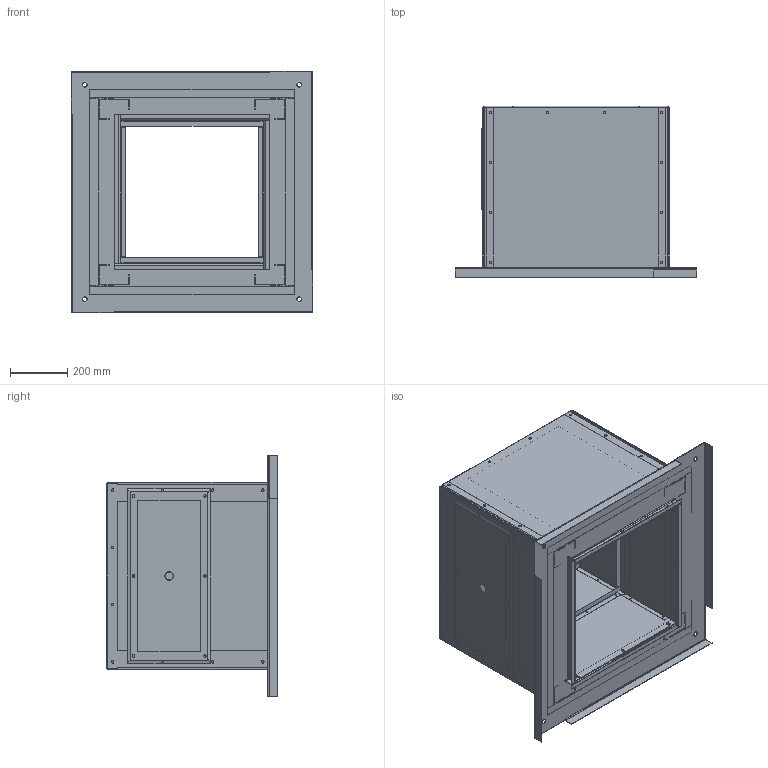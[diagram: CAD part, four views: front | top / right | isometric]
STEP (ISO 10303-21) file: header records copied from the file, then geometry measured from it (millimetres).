
FILE_DESCRIPTION(('STEP AP203'), '1');
FILE_NAME('捈 500', '', ('UNSPECIFIED'), ('UNSPECIFIED'), 'ASCON STEP Converter 1.3', 'ASCON Math Kernel', '');
FILE_SCHEMA(('CONFIG_CONTROL_DESIGN'));
Length unit declared in the file: millimetre
Bounding box: 845 x 600 x 845 mm (x, y, z)
Volume: 5564587.1 mm3; surface area: 8968474.4 mm2
Topology: 5 solids, 5 shells, 1311 faces, 3526 edges, 2156 vertices
Faces by surface type: plane 825, cylinder 470, bspline 16
Full cylindrical faces by diameter (mm): 4.5 x16, 5 x46, 8.5 x52, 9.3 x101, 13.3 x4, 16 x4, 28 x1, 30 x2
Entity records: 51900 total; most frequent: CARTESIAN_POINT 7772, DIRECTION 6800, ORIENTED_EDGE 6600, EDGE_CURVE 3300, LINE 2304, VECTOR 2304, AXIS2_PLACEMENT_3D 2248, VERTEX_POINT 2156
